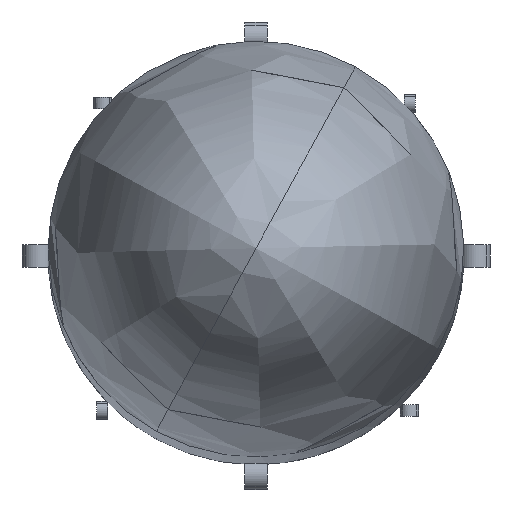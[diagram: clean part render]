
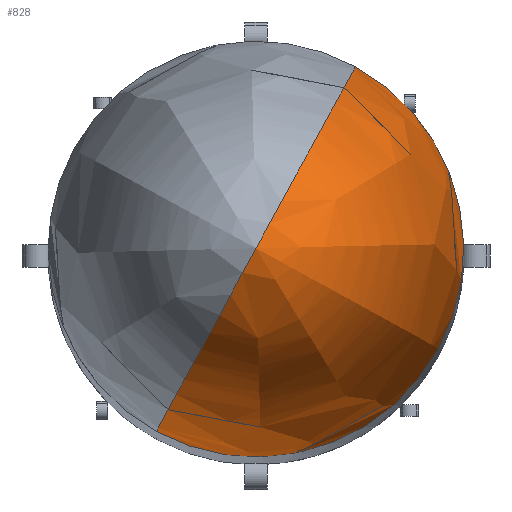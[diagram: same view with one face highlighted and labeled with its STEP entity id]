
A CAD part, top view. The second image highlights one B-rep face of the part: STEP entity #828.
In plain terms, the highlighted face is a revolution surface.
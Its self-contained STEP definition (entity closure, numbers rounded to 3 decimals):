
#357=CARTESIAN_POINT('Vertex',(-874.952,-1601.588,40670.)) ;
#364=CARTESIAN_POINT('Vertex',(874.952,1601.588,40670.)) ;
#601=CARTESIAN_POINT('Axis2P3D Location',(0.,0.,40670.)) ;
#731=CARTESIAN_POINT('Control Point',(0.,0.,44950.912)) ;
#732=CARTESIAN_POINT('Control Point',(-824.572,-1509.369,44654.724)) ;
#733=CARTESIAN_POINT('Control Point',(-874.952,-1601.588,41624.901)) ;
#734=CARTESIAN_POINT('Control Point',(-874.952,-1601.588,40670.)) ;
#735=CARTESIAN_POINT('Vertex',(0.,0.,44950.912)) ;
#739=CARTESIAN_POINT('Control Point',(0.,0.,44950.912)) ;
#740=CARTESIAN_POINT('Control Point',(824.572,1509.369,44654.724)) ;
#741=CARTESIAN_POINT('Control Point',(874.952,1601.588,41624.901)) ;
#742=CARTESIAN_POINT('Control Point',(874.952,1601.588,40670.)) ;
#815=CARTESIAN_POINT('Control Point',(0.,0.,44950.912)) ;
#816=CARTESIAN_POINT('Control Point',(0.,1719.917,44654.724)) ;
#817=CARTESIAN_POINT('Control Point',(0.,1825.,41624.901)) ;
#818=CARTESIAN_POINT('Control Point',(0.,1825.,40670.)) ;
#819=CARTESIAN_POINT('Axis1P Location',(0.,0.,23010.456)) ;
#602=DIRECTION('Axis2P3D Direction',(0.,0.,-1.)) ;
#820=DIRECTION('Axis1P Direction',(0.,0.,-1.)) ;
#603=AXIS2_PLACEMENT_3D('Circle Axis2P3D',#601,#602,$) ;
#604=CIRCLE('generated circle',#603,1825.) ;
#822=SURFACE_OF_REVOLUTION('Surface of Revolution',#814,#821) ;
#821=AXIS1_PLACEMENT('Revolution Surface Axis1P',#819,#820) ;
#605=EDGE_CURVE('',#365,#358,#604,.T.) ;
#737=EDGE_CURVE('',#358,#736,#730,.F.) ;
#743=EDGE_CURVE('',#365,#736,#738,.F.) ;
#824=ORIENTED_EDGE('',*,*,#605,.F.) ;
#825=ORIENTED_EDGE('',*,*,#743,.T.) ;
#826=ORIENTED_EDGE('',*,*,#737,.F.) ;
#823=EDGE_LOOP('',(#824,#825,#826)) ;
#358=VERTEX_POINT('',#357) ;
#365=VERTEX_POINT('',#364) ;
#736=VERTEX_POINT('',#735) ;
#828=ADVANCED_FACE('PartBody',(#827),#822,.T.) ;
#730=B_SPLINE_CURVE_WITH_KNOTS('',3,(#731,#732,#733,#734),.UNSPECIFIED.,.F.,.U.,(4,4),(0.,4958.318),.UNSPECIFIED.) ;
#738=B_SPLINE_CURVE_WITH_KNOTS('',3,(#739,#740,#741,#742),.UNSPECIFIED.,.F.,.U.,(4,4),(0.,4958.318),.UNSPECIFIED.) ;
#814=B_SPLINE_CURVE_WITH_KNOTS('',3,(#815,#816,#817,#818),.UNSPECIFIED.,.F.,.U.,(4,4),(0.,4958.318),.UNSPECIFIED.) ;
#827=FACE_OUTER_BOUND('',#823,.T.) ;
